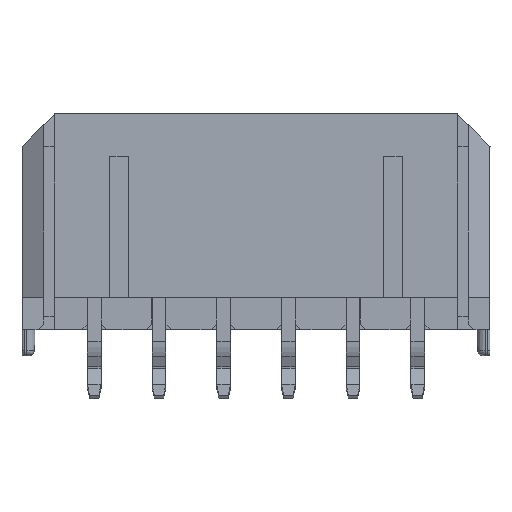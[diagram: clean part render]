
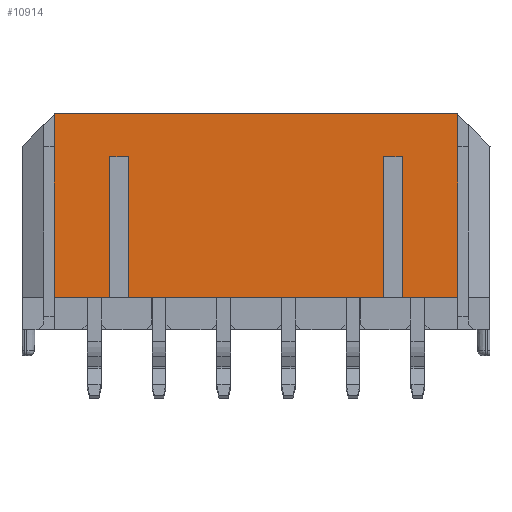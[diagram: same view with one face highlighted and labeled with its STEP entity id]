
A CAD part, top view. The second image highlights one B-rep face of the part: STEP entity #10914.
In plain terms, the highlighted planar face has unit normal (0, 0, 1).
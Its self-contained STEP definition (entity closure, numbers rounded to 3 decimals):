
#1430=DIRECTION('',(0.,1.,0.));
#1431=VECTOR('',#1430,6.5);
#1432=CARTESIAN_POINT('',(-5.925,1.5,3.4));
#1433=LINE('',#1432,#1431);
#1434=DIRECTION('',(-1.,0.,0.));
#1435=VECTOR('',#1434,0.85);
#1436=CARTESIAN_POINT('',(-5.925,8.,3.4));
#1437=LINE('',#1436,#1435);
#1438=DIRECTION('',(0.,-1.,0.));
#1439=VECTOR('',#1438,6.5);
#1440=CARTESIAN_POINT('',(-6.775,8.,3.4));
#1441=LINE('',#1440,#1439);
#1442=DIRECTION('',(1.,0.,0.));
#1443=VECTOR('',#1442,2.575);
#1444=CARTESIAN_POINT('',(-9.35,1.5,3.4));
#1445=LINE('',#1444,#1443);
#1446=DIRECTION('',(0.,1.,0.));
#1447=VECTOR('',#1446,8.5);
#1448=CARTESIAN_POINT('',(-9.35,1.5,3.4));
#1449=LINE('',#1448,#1447);
#1450=DIRECTION('',(-1.,0.,0.));
#1451=VECTOR('',#1450,18.7);
#1452=CARTESIAN_POINT('',(9.35,10.,3.4));
#1453=LINE('',#1452,#1451);
#1454=DIRECTION('',(0.,1.,0.));
#1455=VECTOR('',#1454,8.5);
#1456=CARTESIAN_POINT('',(9.35,1.5,3.4));
#1457=LINE('',#1456,#1455);
#1458=DIRECTION('',(1.,0.,0.));
#1459=VECTOR('',#1458,2.575);
#1460=CARTESIAN_POINT('',(6.775,1.5,3.4));
#1461=LINE('',#1460,#1459);
#1462=DIRECTION('',(0.,1.,0.));
#1463=VECTOR('',#1462,6.5);
#1464=CARTESIAN_POINT('',(6.775,1.5,3.4));
#1465=LINE('',#1464,#1463);
#1466=DIRECTION('',(-1.,0.,0.));
#1467=VECTOR('',#1466,0.85);
#1468=CARTESIAN_POINT('',(6.775,8.,3.4));
#1469=LINE('',#1468,#1467);
#1470=DIRECTION('',(0.,-1.,0.));
#1471=VECTOR('',#1470,6.5);
#1472=CARTESIAN_POINT('',(5.925,8.,3.4));
#1473=LINE('',#1472,#1471);
#1474=DIRECTION('',(1.,0.,0.));
#1475=VECTOR('',#1474,11.85);
#1476=CARTESIAN_POINT('',(-5.925,1.5,3.4));
#1477=LINE('',#1476,#1475);
#6880=CARTESIAN_POINT('',(9.35,10.,3.4));
#6881=VERTEX_POINT('',#6880);
#6898=CARTESIAN_POINT('',(9.35,1.5,3.4));
#6899=VERTEX_POINT('',#6898);
#6904=CARTESIAN_POINT('',(-9.35,1.5,3.4));
#6905=VERTEX_POINT('',#6904);
#6906=CARTESIAN_POINT('',(-9.35,10.,3.4));
#6907=VERTEX_POINT('',#6906);
#7140=CARTESIAN_POINT('',(-5.925,1.5,3.4));
#7141=CARTESIAN_POINT('',(-5.925,8.,3.4));
#7142=VERTEX_POINT('',#7140);
#7143=VERTEX_POINT('',#7141);
#7144=CARTESIAN_POINT('',(-6.775,8.,3.4));
#7145=VERTEX_POINT('',#7144);
#7146=CARTESIAN_POINT('',(-6.775,1.5,3.4));
#7147=VERTEX_POINT('',#7146);
#7148=CARTESIAN_POINT('',(6.775,1.5,3.4));
#7149=CARTESIAN_POINT('',(6.775,8.,3.4));
#7150=VERTEX_POINT('',#7148);
#7151=VERTEX_POINT('',#7149);
#7152=CARTESIAN_POINT('',(5.925,8.,3.4));
#7153=VERTEX_POINT('',#7152);
#7154=CARTESIAN_POINT('',(5.925,1.5,3.4));
#7155=VERTEX_POINT('',#7154);
#10886=CARTESIAN_POINT('',(0.,0.,3.4));
#10887=DIRECTION('',(0.,0.,1.));
#10888=DIRECTION('',(1.,0.,0.));
#10889=AXIS2_PLACEMENT_3D('',#10886,#10887,#10888);
#10890=PLANE('',#10889);
#10892=ORIENTED_EDGE('',*,*,#10891,.T.);
#10894=ORIENTED_EDGE('',*,*,#10893,.T.);
#10896=ORIENTED_EDGE('',*,*,#10895,.T.);
#10897=ORIENTED_EDGE('',*,*,#10815,.F.);
#10899=ORIENTED_EDGE('',*,*,#10898,.T.);
#10901=ORIENTED_EDGE('',*,*,#10900,.F.);
#10903=ORIENTED_EDGE('',*,*,#10902,.F.);
#10904=ORIENTED_EDGE('',*,*,#10774,.F.);
#10906=ORIENTED_EDGE('',*,*,#10905,.T.);
#10908=ORIENTED_EDGE('',*,*,#10907,.T.);
#10910=ORIENTED_EDGE('',*,*,#10909,.T.);
#10911=ORIENTED_EDGE('',*,*,#10766,.F.);
#10912=EDGE_LOOP('',(#10892,#10894,#10896,#10897,#10899,#10901,#10903,#10904,
#10906,#10908,#10910,#10911));
#10913=FACE_OUTER_BOUND('',#10912,.F.);
#10766=EDGE_CURVE('',#7142,#7155,#1477,.T.);
#10774=EDGE_CURVE('',#7150,#6899,#1461,.T.);
#10815=EDGE_CURVE('',#6905,#7147,#1445,.T.);
#10891=EDGE_CURVE('',#7142,#7143,#1433,.T.);
#10893=EDGE_CURVE('',#7143,#7145,#1437,.T.);
#10895=EDGE_CURVE('',#7145,#7147,#1441,.T.);
#10898=EDGE_CURVE('',#6905,#6907,#1449,.T.);
#10900=EDGE_CURVE('',#6881,#6907,#1453,.T.);
#10902=EDGE_CURVE('',#6899,#6881,#1457,.T.);
#10905=EDGE_CURVE('',#7150,#7151,#1465,.T.);
#10907=EDGE_CURVE('',#7151,#7153,#1469,.T.);
#10909=EDGE_CURVE('',#7153,#7155,#1473,.T.);
#10914=ADVANCED_FACE('',(#10913),#10890,.T.);
